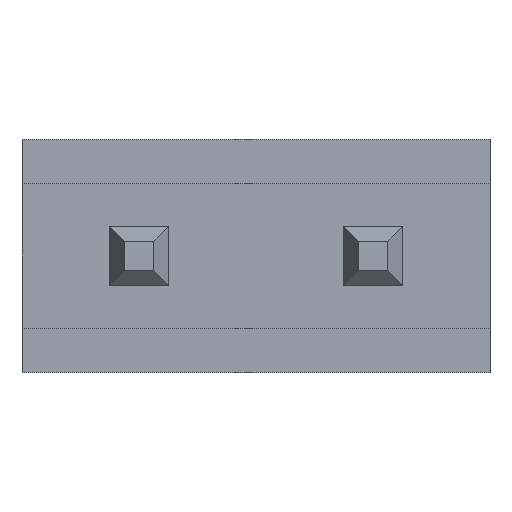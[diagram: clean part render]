
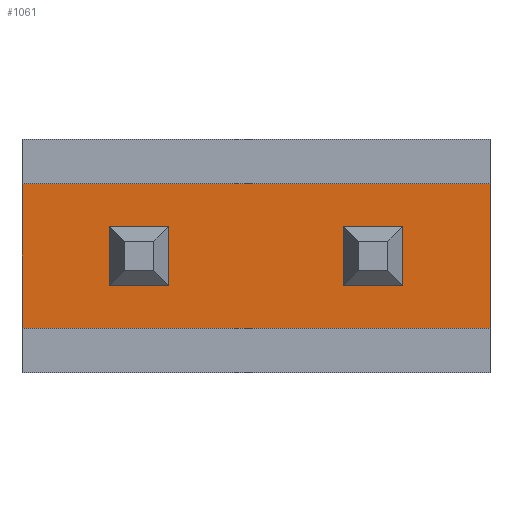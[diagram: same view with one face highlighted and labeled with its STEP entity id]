
A CAD part, front view. The second image highlights one B-rep face of the part: STEP entity #1061.
In plain terms, the highlighted planar face has unit normal (0, -1, 0).
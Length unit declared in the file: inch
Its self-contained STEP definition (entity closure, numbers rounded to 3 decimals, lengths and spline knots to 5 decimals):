
#298=ORIENTED_EDGE('',*,*,#421,.T.);
#299=ORIENTED_EDGE('',*,*,#441,.T.);
#300=ORIENTED_EDGE('',*,*,#428,.T.);
#301=ORIENTED_EDGE('',*,*,#425,.T.);
#302=ORIENTED_EDGE('',*,*,#431,.T.);
#303=ORIENTED_EDGE('',*,*,#443,.T.);
#304=ORIENTED_EDGE('',*,*,#438,.T.);
#305=ORIENTED_EDGE('',*,*,#435,.T.);
#306=ORIENTED_EDGE('',*,*,#416,.T.);
#307=ORIENTED_EDGE('',*,*,#448,.F.);
#308=ORIENTED_EDGE('',*,*,#406,.F.);
#309=ORIENTED_EDGE('',*,*,#449,.T.);
#406=EDGE_CURVE('',#510,#511,#634,.T.);
#416=EDGE_CURVE('',#518,#517,#644,.T.);
#421=EDGE_CURVE('',#522,#523,#649,.T.);
#425=EDGE_CURVE('',#526,#522,#653,.T.);
#428=EDGE_CURVE('',#528,#526,#656,.T.);
#431=EDGE_CURVE('',#530,#531,#659,.T.);
#435=EDGE_CURVE('',#534,#530,#663,.T.);
#438=EDGE_CURVE('',#536,#534,#666,.T.);
#441=EDGE_CURVE('',#523,#528,#669,.T.);
#443=EDGE_CURVE('',#531,#536,#671,.T.);
#448=EDGE_CURVE('',#511,#517,#676,.T.);
#449=EDGE_CURVE('',#510,#518,#677,.T.);
#510=VERTEX_POINT('',#1612);
#511=VERTEX_POINT('',#1613);
#517=VERTEX_POINT('',#1630);
#518=VERTEX_POINT('',#1632);
#522=VERTEX_POINT('',#1642);
#523=VERTEX_POINT('',#1643);
#526=VERTEX_POINT('',#1651);
#528=VERTEX_POINT('',#1657);
#530=VERTEX_POINT('',#1663);
#531=VERTEX_POINT('',#1664);
#534=VERTEX_POINT('',#1672);
#536=VERTEX_POINT('',#1678);
#634=LINE('',#1611,#774);
#644=LINE('',#1631,#784);
#649=LINE('',#1641,#789);
#653=LINE('',#1650,#793);
#656=LINE('',#1656,#796);
#659=LINE('',#1662,#799);
#663=LINE('',#1671,#803);
#666=LINE('',#1677,#806);
#669=LINE('',#1683,#809);
#671=LINE('',#1686,#811);
#676=LINE('',#1695,#816);
#677=LINE('',#1697,#817);
#774=VECTOR('',#1333,39.37008);
#784=VECTOR('',#1347,39.37008);
#789=VECTOR('',#1354,39.37008);
#793=VECTOR('',#1360,39.37008);
#796=VECTOR('',#1365,39.37008);
#799=VECTOR('',#1370,39.37008);
#803=VECTOR('',#1376,39.37008);
#806=VECTOR('',#1381,39.37008);
#809=VECTOR('',#1386,39.37008);
#811=VECTOR('',#1390,39.37008);
#816=VECTOR('',#1403,39.37008);
#817=VECTOR('',#1406,39.37008);
#879=EDGE_LOOP('',(#298,#299,#300,#301));
#880=EDGE_LOOP('',(#302,#303,#304,#305));
#881=EDGE_LOOP('',(#306,#307,#308,#309));
#943=FACE_BOUND('',#879,.T.);
#944=FACE_BOUND('',#880,.T.);
#945=FACE_BOUND('',#881,.T.);
#1003=PLANE('',#1147);
#1061=ADVANCED_FACE('',(#943,#944,#945),#1003,.F.);
#1147=AXIS2_PLACEMENT_3D('',#1698,#1407,#1408);
#1333=DIRECTION('',(0.,0.,1.));
#1347=DIRECTION('',(0.,0.,1.));
#1354=DIRECTION('',(0.,0.,1.));
#1360=DIRECTION('',(-1.,0.,0.));
#1365=DIRECTION('',(0.,0.,-1.));
#1370=DIRECTION('',(0.,0.,1.));
#1376=DIRECTION('',(-1.,0.,0.));
#1381=DIRECTION('',(0.,0.,-1.));
#1386=DIRECTION('',(1.,0.,0.));
#1390=DIRECTION('',(1.,0.,0.));
#1403=DIRECTION('',(1.,0.,0.));
#1406=DIRECTION('',(1.,0.,0.));
#1407=DIRECTION('',(0.,1.,0.));
#1408=DIRECTION('',(0.,0.,1.));
#1611=CARTESIAN_POINT('',(-0.07874,0.01,-0.02435));
#1612=CARTESIAN_POINT('',(-0.07874,0.01,-0.02435));
#1613=CARTESIAN_POINT('',(-0.07874,0.01,0.02435));
#1630=CARTESIAN_POINT('',(0.07874,0.01,0.02435));
#1631=CARTESIAN_POINT('',(0.07874,0.01,-0.02435));
#1632=CARTESIAN_POINT('',(0.07874,0.01,-0.02435));
#1641=CARTESIAN_POINT('',(0.02937,0.01,-0.01));
#1642=CARTESIAN_POINT('',(0.02937,0.01,-0.01));
#1643=CARTESIAN_POINT('',(0.02937,0.01,0.01));
#1650=CARTESIAN_POINT('',(0.04937,0.01,-0.01));
#1651=CARTESIAN_POINT('',(0.04937,0.01,-0.01));
#1656=CARTESIAN_POINT('',(0.04937,0.01,0.01));
#1657=CARTESIAN_POINT('',(0.04937,0.01,0.01));
#1662=CARTESIAN_POINT('',(-0.04937,0.01,-0.01));
#1663=CARTESIAN_POINT('',(-0.04937,0.01,-0.01));
#1664=CARTESIAN_POINT('',(-0.04937,0.01,0.01));
#1671=CARTESIAN_POINT('',(-0.02937,0.01,-0.01));
#1672=CARTESIAN_POINT('',(-0.02937,0.01,-0.01));
#1677=CARTESIAN_POINT('',(-0.02937,0.01,0.01));
#1678=CARTESIAN_POINT('',(-0.02937,0.01,0.01));
#1683=CARTESIAN_POINT('',(0.02937,0.01,0.01));
#1686=CARTESIAN_POINT('',(-0.04937,0.01,0.01));
#1695=CARTESIAN_POINT('',(-0.07874,0.01,0.02435));
#1697=CARTESIAN_POINT('',(-0.07874,0.01,-0.02435));
#1698=CARTESIAN_POINT('',(-0.07874,0.01,-0.02435));
